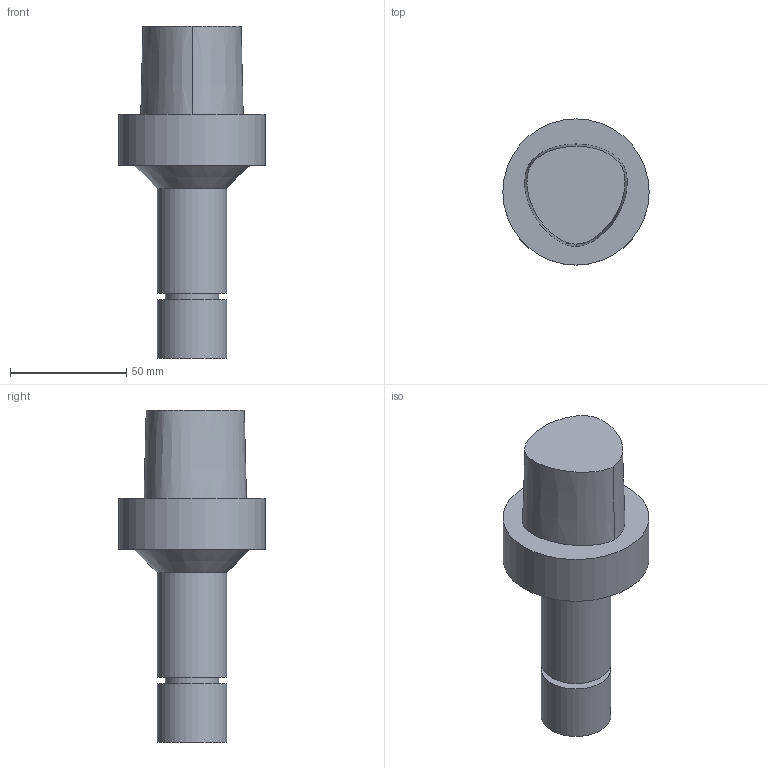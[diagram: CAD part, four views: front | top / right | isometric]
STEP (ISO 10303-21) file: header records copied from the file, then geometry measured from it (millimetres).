
FILE_DESCRIPTION((''),'1');
FILE_NAME('C6-MEGAER16-105NL.stp','2018-02-01T07:49:41',(''),(''),'Spatial Interop R21 SP3','Kubotek KeyCreator 2011 V10.0.2 (22737)',' ');
FILE_SCHEMA(('automotive_design'));
Length unit declared in the file: millimetre
Products named in the file (2): Unnamed[1]
Bounding box: 63 x 63 x 143 mm (x, y, z)
Volume: 193131 mm3; surface area: 25423.4 mm2
Topology: 2 solids, 2 shells, 18 faces, 29 edges, 17 vertices
Faces by surface type: plane 7, cylinder 5, cone 4, bspline 2
Full cylindrical faces by diameter (mm): 22 x1, 23 x1, 30 x2, 63 x1
Entity records: 923 total; most frequent: CARTESIAN_POINT 258, DIRECTION 65, PRESENTATION_STYLE_ASSIGNMENT 60, COLOUR_RGB 60, STYLED_ITEM 40, CURVE_STYLE 40, DRAUGHTING_PRE_DEFINED_CURVE_FONT 40, ORIENTED_EDGE 40
